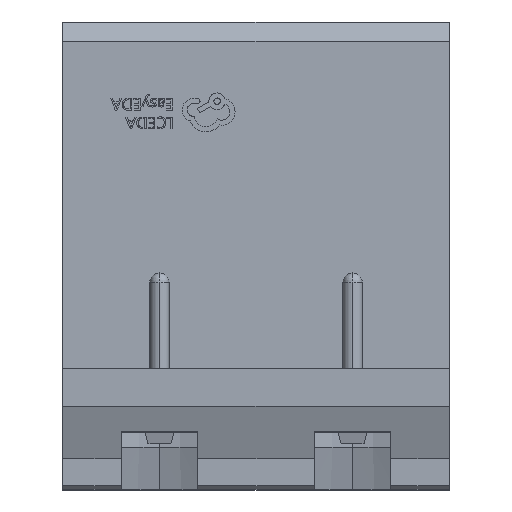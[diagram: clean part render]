
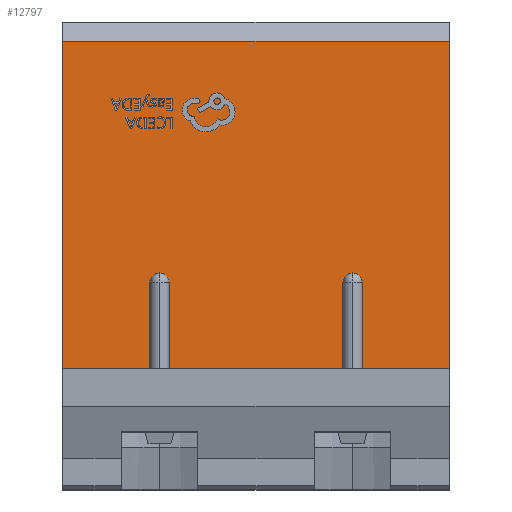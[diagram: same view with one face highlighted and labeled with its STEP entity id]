
A CAD part, top view. The second image highlights one B-rep face of the part: STEP entity #12797.
In plain terms, the highlighted planar face has unit normal (0, 0, 1).
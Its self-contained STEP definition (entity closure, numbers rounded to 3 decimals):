
#32 = DIRECTION ( 'NONE',  ( 0., 1., 0. ) ) ;
#159 = CARTESIAN_POINT ( 'NONE',  ( -2.77, -2.95, 3.65 ) ) ;
#611 = DIRECTION ( 'NONE',  ( 0., 0., -1. ) ) ;
#1152 = DIRECTION ( 'NONE',  ( 0., 1., 0. ) ) ;
#1215 = EDGE_CURVE ( 'NONE', #6307, #3550, #4944, .T. ) ;
#1379 = DIRECTION ( 'NONE',  ( 0., -1., 0. ) ) ;
#1502 = CIRCLE ( 'NONE', #8094, 0.25 ) ;
#1700 = CARTESIAN_POINT ( 'NONE',  ( 5.04, 6.1, 3.65 ) ) ;
#1814 = CARTESIAN_POINT ( 'NONE',  ( 2.52, -0.7, 3.65 ) ) ;
#1841 = VERTEX_POINT ( 'NONE', #18551 ) ;
#1916 = VERTEX_POINT ( 'NONE', #3476 ) ;
#2439 = DIRECTION ( 'NONE',  ( 0., 1., 0. ) ) ;
#3200 = EDGE_CURVE ( 'NONE', #3550, #16885, #1502, .T. ) ;
#3243 = ORIENTED_EDGE ( 'NONE', *, *, #6822, .F. ) ;
#3429 = DIRECTION ( 'NONE',  ( 0., 0., -1. ) ) ;
#3475 = AXIS2_PLACEMENT_3D ( 'NONE', #17979, #13272, #19503 ) ;
#3476 = CARTESIAN_POINT ( 'NONE',  ( 2.77, -2.95, 3.65 ) ) ;
#3484 = DIRECTION ( 'NONE',  ( 0., 1., 0. ) ) ;
#3500 = DIRECTION ( 'NONE',  ( 0., 1., 0. ) ) ;
#3550 = VERTEX_POINT ( 'NONE', #7035 ) ;
#3654 = CARTESIAN_POINT ( 'NONE',  ( 5.04, -2.95, 3.65 ) ) ;
#4261 = CARTESIAN_POINT ( 'NONE',  ( 2.27, -0.7, 3.65 ) ) ;
#4282 = ORIENTED_EDGE ( 'NONE', *, *, #15295, .F. ) ;
#4672 = LINE ( 'NONE', #12274, #5883 ) ;
#4701 = DIRECTION ( 'NONE',  ( 1., 0., 0. ) ) ;
#4944 = CIRCLE ( 'NONE', #15434, 0.25 ) ;
#5023 = LINE ( 'NONE', #12832, #11821 ) ;
#5087 = CARTESIAN_POINT ( 'NONE',  ( -5.04, -2.95, 3.65 ) ) ;
#5224 = ORIENTED_EDGE ( 'NONE', *, *, #14182, .F. ) ;
#5425 = EDGE_CURVE ( 'NONE', #1841, #6485, #11288, .T. ) ;
#5537 = VECTOR ( 'NONE', #11074, 1000. ) ;
#5673 = ORIENTED_EDGE ( 'NONE', *, *, #7278, .T. ) ;
#5683 = LINE ( 'NONE', #19887, #16036 ) ;
#5883 = VECTOR ( 'NONE', #1379, 1000. ) ;
#6238 = LINE ( 'NONE', #17212, #5537 ) ;
#6259 = CIRCLE ( 'NONE', #11833, 0.25 ) ;
#6283 = VECTOR ( 'NONE', #1152, 1000. ) ;
#6307 = VERTEX_POINT ( 'NONE', #4261 ) ;
#6317 = LINE ( 'NONE', #5087, #8776 ) ;
#6414 = EDGE_CURVE ( 'NONE', #19897, #13716, #6317, .T. ) ;
#6485 = VERTEX_POINT ( 'NONE', #3654 ) ;
#6550 = DIRECTION ( 'NONE',  ( 0., -1., 0. ) ) ;
#6822 = EDGE_CURVE ( 'NONE', #19197, #11655, #7110, .T. ) ;
#6941 = VECTOR ( 'NONE', #11739, 1000. ) ;
#7035 = CARTESIAN_POINT ( 'NONE',  ( 2.52, -0.45, 3.65 ) ) ;
#7110 = LINE ( 'NONE', #19307, #20215 ) ;
#7133 = CARTESIAN_POINT ( 'NONE',  ( 2.27, -2.95, 3.65 ) ) ;
#7278 = EDGE_CURVE ( 'NONE', #15590, #16561, #7398, .T. ) ;
#7398 = CIRCLE ( 'NONE', #3475, 0.25 ) ;
#7436 = LINE ( 'NONE', #19626, #6283 ) ;
#7840 = CARTESIAN_POINT ( 'NONE',  ( -2.52, -0.7, 3.65 ) ) ;
#7861 = DIRECTION ( 'NONE',  ( 1., 0., 0. ) ) ;
#8094 = AXIS2_PLACEMENT_3D ( 'NONE', #1814, #8220, #3484 ) ;
#8220 = DIRECTION ( 'NONE',  ( 0., 0., -1. ) ) ;
#8468 = LINE ( 'NONE', #7133, #6941 ) ;
#8531 = CARTESIAN_POINT ( 'NONE',  ( -5.04, 6.1, 3.65 ) ) ;
#8776 = VECTOR ( 'NONE', #15956, 1000. ) ;
#8942 = CARTESIAN_POINT ( 'NONE',  ( 2.27, -2.95, 3.65 ) ) ;
#9299 = CARTESIAN_POINT ( 'NONE',  ( -2.77, -0.7, 3.65 ) ) ;
#9879 = PLANE ( 'NONE',  #14421 ) ;
#10108 = EDGE_LOOP ( 'NONE', ( #10625, #13542, #19319, #10579, #4282, #14611, #17203, #19471, #3243, #12707, #16508, #12412, #5673, #5224 ) ) ;
#10579 = ORIENTED_EDGE ( 'NONE', *, *, #3200, .T. ) ;
#10625 = ORIENTED_EDGE ( 'NONE', *, *, #6414, .T. ) ;
#11074 = DIRECTION ( 'NONE',  ( -1., 0., 0. ) ) ;
#11097 = EDGE_CURVE ( 'NONE', #1841, #11655, #6238, .T. ) ;
#11288 = LINE ( 'NONE', #1700, #15665 ) ;
#11601 = CARTESIAN_POINT ( 'NONE',  ( -2.27, -0.7, 3.65 ) ) ;
#11655 = VERTEX_POINT ( 'NONE', #16470 ) ;
#11739 = DIRECTION ( 'NONE',  ( 0., -1., 0. ) ) ;
#11821 = VECTOR ( 'NONE', #4701, 1000. ) ;
#11833 = AXIS2_PLACEMENT_3D ( 'NONE', #7840, #3429, #32 ) ;
#12217 = CARTESIAN_POINT ( 'NONE',  ( -2.52, -0.45, 3.65 ) ) ;
#12274 = CARTESIAN_POINT ( 'NONE',  ( -2.77, -2.95, 3.65 ) ) ;
#12381 = EDGE_CURVE ( 'NONE', #12931, #15590, #6259, .T. ) ;
#12388 = CARTESIAN_POINT ( 'NONE',  ( -2.27, -2.95, 3.65 ) ) ;
#12412 = ORIENTED_EDGE ( 'NONE', *, *, #12381, .T. ) ;
#12623 = CARTESIAN_POINT ( 'NONE',  ( -5.04, -2.95, 3.65 ) ) ;
#12707 = ORIENTED_EDGE ( 'NONE', *, *, #14850, .T. ) ;
#12797 = ADVANCED_FACE ( 'NONE', ( #18969 ), #9879, .F. ) ;
#12832 = CARTESIAN_POINT ( 'NONE',  ( -5.04, -2.95, 3.65 ) ) ;
#12931 = VERTEX_POINT ( 'NONE', #9299 ) ;
#13272 = DIRECTION ( 'NONE',  ( 0., 0., -1. ) ) ;
#13542 = ORIENTED_EDGE ( 'NONE', *, *, #20274, .F. ) ;
#13716 = VERTEX_POINT ( 'NONE', #8942 ) ;
#13853 = DIRECTION ( 'NONE',  ( 0., 1., 0. ) ) ;
#14154 = DIRECTION ( 'NONE',  ( 0., 1., 0. ) ) ;
#14182 = EDGE_CURVE ( 'NONE', #19897, #16561, #5683, .T. ) ;
#14421 = AXIS2_PLACEMENT_3D ( 'NONE', #8531, #611, #3500 ) ;
#14469 = DIRECTION ( 'NONE',  ( 0., 0., -1. ) ) ;
#14611 = ORIENTED_EDGE ( 'NONE', *, *, #18848, .T. ) ;
#14832 = CARTESIAN_POINT ( 'NONE',  ( 2.77, -0.7, 3.65 ) ) ;
#14850 = EDGE_CURVE ( 'NONE', #19197, #16804, #5023, .T. ) ;
#15244 = CARTESIAN_POINT ( 'NONE',  ( 0., -2.95, 3.65 ) ) ;
#15295 = EDGE_CURVE ( 'NONE', #1916, #16885, #7436, .T. ) ;
#15434 = AXIS2_PLACEMENT_3D ( 'NONE', #19058, #14469, #14154 ) ;
#15590 = VERTEX_POINT ( 'NONE', #12217 ) ;
#15665 = VECTOR ( 'NONE', #6550, 1000. ) ;
#15956 = DIRECTION ( 'NONE',  ( 1., 0., 0. ) ) ;
#16036 = VECTOR ( 'NONE', #13853, 1000. ) ;
#16380 = VECTOR ( 'NONE', #7861, 1000. ) ;
#16470 = CARTESIAN_POINT ( 'NONE',  ( -5.04, 5.6, 3.65 ) ) ;
#16508 = ORIENTED_EDGE ( 'NONE', *, *, #18870, .F. ) ;
#16561 = VERTEX_POINT ( 'NONE', #11601 ) ;
#16804 = VERTEX_POINT ( 'NONE', #159 ) ;
#16885 = VERTEX_POINT ( 'NONE', #14832 ) ;
#16890 = LINE ( 'NONE', #15244, #16380 ) ;
#17203 = ORIENTED_EDGE ( 'NONE', *, *, #5425, .F. ) ;
#17212 = CARTESIAN_POINT ( 'NONE',  ( -5.04, 5.6, 3.65 ) ) ;
#17979 = CARTESIAN_POINT ( 'NONE',  ( -2.52, -0.7, 3.65 ) ) ;
#18551 = CARTESIAN_POINT ( 'NONE',  ( 5.04, 5.6, 3.65 ) ) ;
#18848 = EDGE_CURVE ( 'NONE', #1916, #6485, #16890, .T. ) ;
#18870 = EDGE_CURVE ( 'NONE', #12931, #16804, #4672, .T. ) ;
#18969 = FACE_OUTER_BOUND ( 'NONE', #10108, .T. ) ;
#19058 = CARTESIAN_POINT ( 'NONE',  ( 2.52, -0.7, 3.65 ) ) ;
#19197 = VERTEX_POINT ( 'NONE', #12623 ) ;
#19307 = CARTESIAN_POINT ( 'NONE',  ( -5.04, 6.1, 3.65 ) ) ;
#19319 = ORIENTED_EDGE ( 'NONE', *, *, #1215, .T. ) ;
#19471 = ORIENTED_EDGE ( 'NONE', *, *, #11097, .T. ) ;
#19503 = DIRECTION ( 'NONE',  ( 0., 1., 0. ) ) ;
#19626 = CARTESIAN_POINT ( 'NONE',  ( 2.77, -2.95, 3.65 ) ) ;
#19887 = CARTESIAN_POINT ( 'NONE',  ( -2.27, -2.95, 3.65 ) ) ;
#19897 = VERTEX_POINT ( 'NONE', #12388 ) ;
#20215 = VECTOR ( 'NONE', #2439, 1000. ) ;
#20274 = EDGE_CURVE ( 'NONE', #6307, #13716, #8468, .T. ) ;
